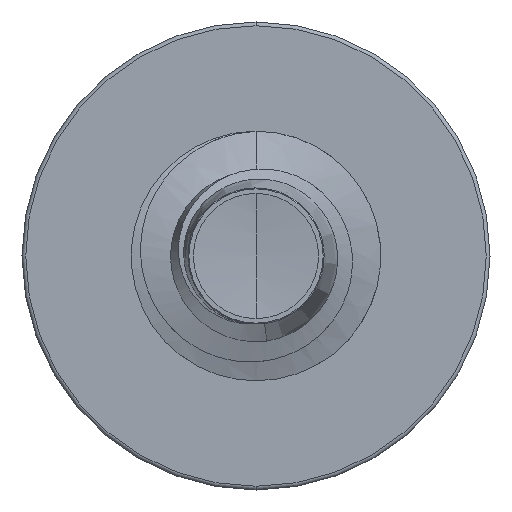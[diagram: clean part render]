
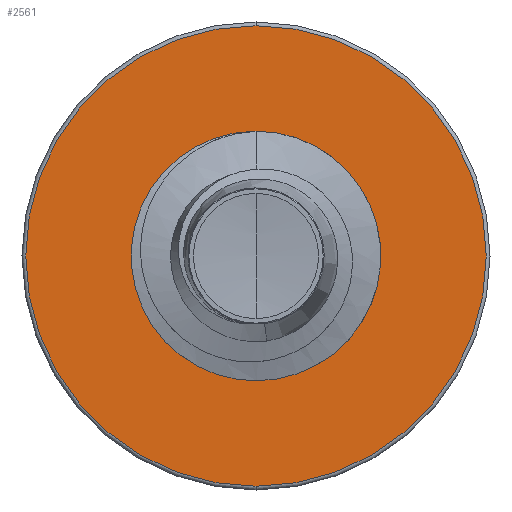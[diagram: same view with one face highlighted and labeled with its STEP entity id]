
A CAD part, front view. The second image highlights one B-rep face of the part: STEP entity #2561.
In plain terms, the highlighted planar face has unit normal (0, -1, 0).
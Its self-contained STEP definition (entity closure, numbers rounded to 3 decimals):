
#96 = CIRCLE ( 'NONE', #1990, 3.69 ) ;
#532 = ORIENTED_EDGE ( 'NONE', *, *, #3561, .F. ) ;
#1036 = ORIENTED_EDGE ( 'NONE', *, *, #6618, .T. ) ;
#1651 = ORIENTED_EDGE ( 'NONE', *, *, #6094, .T. ) ;
#1849 = EDGE_LOOP ( 'NONE', ( #1036, #1651 ) ) ;
#1990 = AXIS2_PLACEMENT_3D ( 'NONE', #5693, #5678, #5671 ) ;
#2062 = EDGE_LOOP ( 'NONE', ( #3253, #532 ) ) ;
#2124 = DIRECTION ( 'NONE',  ( 0., 0., 1. ) ) ;
#2133 = DIRECTION ( 'NONE',  ( 0., 1., 0. ) ) ;
#2157 = CARTESIAN_POINT ( 'NONE',  ( 0., 4., 0. ) ) ;
#2561 = ADVANCED_FACE ( 'NONE', ( #3765, #6050 ), #6960, .F. ) ;
#3146 = DIRECTION ( 'NONE',  ( 0., 0., 1. ) ) ;
#3150 = DIRECTION ( 'NONE',  ( 0., 1., 0. ) ) ;
#3165 = CARTESIAN_POINT ( 'NONE',  ( 0., 4., 0. ) ) ;
#3175 = AXIS2_PLACEMENT_3D ( 'NONE', #2157, #2133, #2124 ) ;
#3253 = ORIENTED_EDGE ( 'NONE', *, *, #6437, .F. ) ;
#3263 = CARTESIAN_POINT ( 'NONE',  ( 0., 4., 3.69 ) ) ;
#3462 = CIRCLE ( 'NONE', #5171, 1.989 ) ;
#3561 = EDGE_CURVE ( 'NONE', #6175, #6395, #96, .T. ) ;
#3765 = FACE_OUTER_BOUND ( 'NONE', #2062, .T. ) ;
#3872 = CARTESIAN_POINT ( 'NONE',  ( 0., 4., 1.989 ) ) ;
#4152 = CARTESIAN_POINT ( 'NONE',  ( 0., 4., -3.69 ) ) ;
#4274 = DIRECTION ( 'NONE',  ( 0., 0., 1. ) ) ;
#4280 = DIRECTION ( 'NONE',  ( 0., 1., 0. ) ) ;
#4295 = CARTESIAN_POINT ( 'NONE',  ( 0., 4., 0. ) ) ;
#5171 = AXIS2_PLACEMENT_3D ( 'NONE', #4295, #4280, #4274 ) ;
#5229 = CARTESIAN_POINT ( 'NONE',  ( 0., 4., -1.989 ) ) ;
#5671 = DIRECTION ( 'NONE',  ( 0., 0., 1. ) ) ;
#5678 = DIRECTION ( 'NONE',  ( 0., 1., 0. ) ) ;
#5693 = CARTESIAN_POINT ( 'NONE',  ( 0., 4., 0. ) ) ;
#6050 = FACE_BOUND ( 'NONE', #1849, .T. ) ;
#6094 = EDGE_CURVE ( 'NONE', #8595, #7727, #3462, .T. ) ;
#6175 = VERTEX_POINT ( 'NONE', #4152 ) ;
#6395 = VERTEX_POINT ( 'NONE', #3263 ) ;
#6437 = EDGE_CURVE ( 'NONE', #6395, #6175, #6807, .T. ) ;
#6618 = EDGE_CURVE ( 'NONE', #7727, #8595, #8578, .T. ) ;
#6761 = AXIS2_PLACEMENT_3D ( 'NONE', #6979, #6953, #6947 ) ;
#6807 = CIRCLE ( 'NONE', #8702, 3.69 ) ;
#6947 = DIRECTION ( 'NONE',  ( 0., 0., 1. ) ) ;
#6953 = DIRECTION ( 'NONE',  ( 0., 1., 0. ) ) ;
#6960 = PLANE ( 'NONE',  #6761 ) ;
#6979 = CARTESIAN_POINT ( 'NONE',  ( 0., 4., -1.989 ) ) ;
#7727 = VERTEX_POINT ( 'NONE', #3872 ) ;
#8578 = CIRCLE ( 'NONE', #3175, 1.989 ) ;
#8595 = VERTEX_POINT ( 'NONE', #5229 ) ;
#8702 = AXIS2_PLACEMENT_3D ( 'NONE', #3165, #3150, #3146 ) ;
